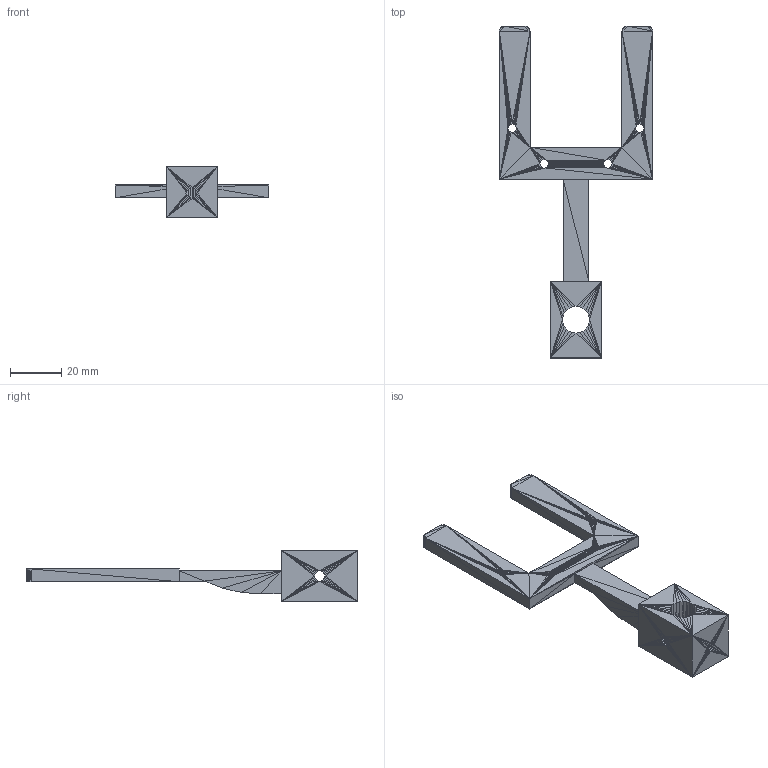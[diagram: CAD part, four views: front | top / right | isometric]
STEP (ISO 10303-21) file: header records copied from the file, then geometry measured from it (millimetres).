
FILE_DESCRIPTION(('FreeCAD Model'),'2;1');
FILE_NAME('SFP-DoubleSplitClamp-Bottom.step','2018-02-26T09:59:14',('Author'),(''), 'Open CASCADE STEP processor 6.8','FreeCAD','Unknown');
FILE_SCHEMA(('AUTOMOTIVE_DESIGN_CC2 { 1 2 10303 214 -1 1 5 4 }'));
Length unit declared in the file: millimetre
Products named in the file (1): SFP_DoubleSplitClamp_Bottom001
Bounding box: 60 x 130 x 20 mm (x, y, z)
Surface area: 10657.5 mm2 (no closed solid volume)
Topology: 0 solids, 1 shells, 1020 faces, 1530 edges, 496 vertices
Faces by surface type: plane 1020
Entity records: 38251 total; most frequent: CARTESIAN_POINT 7637, DIRECTION 5102, ORIENTED_EDGE 3060, LINE 3060, VECTOR 3060, PCURVE 3060, DEFINITIONAL_REPRESENTATION 3060, EDGE_CURVE 1530
